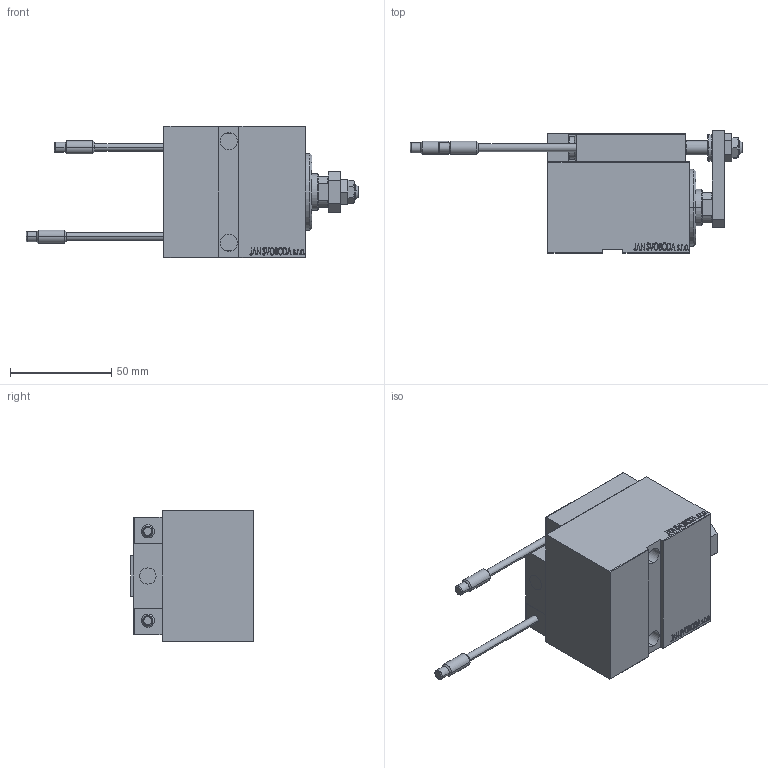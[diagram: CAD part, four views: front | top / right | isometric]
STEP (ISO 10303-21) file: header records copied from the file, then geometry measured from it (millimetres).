
FILE_DESCRIPTION (( 'STEP AP203' ), '1' );
FILE_NAME ('4067.STEP', '2021-03-19T15:00:02', ( '' ), ( '' ), 'SwSTEP 2.0', 'SolidWorks 2019', '' );
FILE_SCHEMA (( 'CONFIG_CONTROL_DESIGN' ));
Length unit declared in the file: millimetre
Products named in the file (16): V450CM_VC_B 432ecae87e89e760ca9d898493c53a44; MAGNET 432ecae87e89e760ca9d898493c53a44; V450CM_E_VCP 432ecae87e89e760ca9d898493c53a44; 4067; ALLEN BOLT D5 432ecae87e89e760ca9d898493c53a44; SWITCH X 432ecae87e89e760ca9d898493c53a44; KONCOVKA_Y 432ecae87e89e760ca9d898493c53a44; NUT_D10 432ecae87e89e760ca9d898493c53a44; TYC_L79 432ecae87e89e760ca9d898493c53a44; NUT_D12 432ecae87e89e760ca9d898493c53a44; SWITCH_X_FRONT_BACK 432ecae87e89e760ca9d898493c53a44; SWITCH DIM B,W 432ecae87e89e760ca9d898493c53a44; Block 432ecae87e89e760ca9d898493c53a44; V450CM_E 432ecae87e89e760ca9d898493c53a44; ALLEN BOLT D8 432ecae87e89e760ca9d898493c53a44; ZARAZKA 432ecae87e89e760ca9d898493c53a44
Assembly tree (25 placements, depth 3):
  4067
    V450CM_E 432ecae87e89e760ca9d898493c53a44
    V450CM_E_VCP 432ecae87e89e760ca9d898493c53a44
    V450CM_VC_B 432ecae87e89e760ca9d898493c53a44
    SWITCH X 432ecae87e89e760ca9d898493c53a44
      SWITCH_X_FRONT_BACK 432ecae87e89e760ca9d898493c53a44  x2
      TYC_L79 432ecae87e89e760ca9d898493c53a44
      Block 432ecae87e89e760ca9d898493c53a44  x2
      ALLEN BOLT D5 432ecae87e89e760ca9d898493c53a44  x4
      ALLEN BOLT D8 432ecae87e89e760ca9d898493c53a44  x4
      MAGNET 432ecae87e89e760ca9d898493c53a44  x2
      KONCOVKA_Y 432ecae87e89e760ca9d898493c53a44  x2
    SWITCH DIM B,W 432ecae87e89e760ca9d898493c53a44
    ZARAZKA 432ecae87e89e760ca9d898493c53a44
    NUT_D10 432ecae87e89e760ca9d898493c53a44
    NUT_D12 432ecae87e89e760ca9d898493c53a44
Bounding box: 163.7 x 60.5 x 65 mm (x, y, z)
Volume: 236247.7 mm3; surface area: 65288.4 mm2
Topology: 24 solids, 24 shells, 1308 faces, 3131 edges, 1996 vertices
Faces by surface type: plane 571, bspline 380, cylinder 184, cone 121, torus 48, sphere 4
Entity records: 50244 total; most frequent: CARTESIAN_POINT 25540, ORIENTED_EDGE 5238, DIRECTION 3514, EDGE_CURVE 2619, VERTEX_POINT 1708, VECTOR 1514, LINE 1514, EDGE_LOOP 1201
